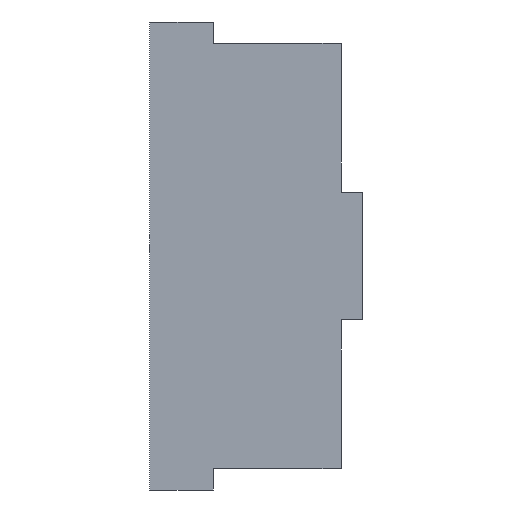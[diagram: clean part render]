
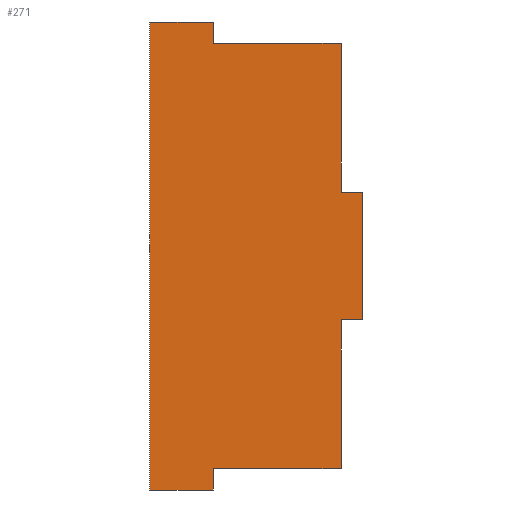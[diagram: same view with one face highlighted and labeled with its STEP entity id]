
A CAD part, left-side view. The second image highlights one B-rep face of the part: STEP entity #271.
In plain terms, the highlighted planar face has unit normal (-1, 0, 0).
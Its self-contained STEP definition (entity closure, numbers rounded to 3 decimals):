
#25=FACE_OUTER_BOUND('',#39,.T.);
#39=EDGE_LOOP('',(#215,#216,#217,#218,#219,#220,#221,#222,#223,#224,#225,
#226));
#45=LINE('',#383,#81);
#48=LINE('',#389,#84);
#52=LINE('',#398,#88);
#55=LINE('',#402,#91);
#58=LINE('',#410,#94);
#61=LINE('',#416,#97);
#65=LINE('',#425,#101);
#68=LINE('',#429,#104);
#69=LINE('',#432,#105);
#72=LINE('',#437,#108);
#74=LINE('',#441,#110);
#75=LINE('',#442,#111);
#81=VECTOR('',#315,10.);
#84=VECTOR('',#320,10.);
#88=VECTOR('',#326,10.);
#91=VECTOR('',#331,10.);
#94=VECTOR('',#336,10.);
#97=VECTOR('',#341,10.);
#101=VECTOR('',#347,10.);
#104=VECTOR('',#352,10.);
#105=VECTOR('',#355,10.);
#108=VECTOR('',#360,10.);
#110=VECTOR('',#364,10.);
#111=VECTOR('',#365,10.);
#117=VERTEX_POINT('',#380);
#118=VERTEX_POINT('',#382);
#120=VERTEX_POINT('',#388);
#123=VERTEX_POINT('',#395);
#124=VERTEX_POINT('',#397);
#127=VERTEX_POINT('',#407);
#128=VERTEX_POINT('',#409);
#130=VERTEX_POINT('',#415);
#133=VERTEX_POINT('',#422);
#134=VERTEX_POINT('',#424);
#135=VERTEX_POINT('',#431);
#137=VERTEX_POINT('',#440);
#141=EDGE_CURVE('',#118,#117,#45,.T.);
#144=EDGE_CURVE('',#120,#118,#48,.T.);
#148=EDGE_CURVE('',#124,#123,#52,.T.);
#151=EDGE_CURVE('',#117,#124,#55,.T.);
#154=EDGE_CURVE('',#128,#127,#58,.T.);
#157=EDGE_CURVE('',#130,#128,#61,.T.);
#161=EDGE_CURVE('',#134,#133,#65,.T.);
#164=EDGE_CURVE('',#127,#134,#68,.T.);
#165=EDGE_CURVE('',#130,#135,#69,.T.);
#168=EDGE_CURVE('',#120,#133,#72,.T.);
#170=EDGE_CURVE('',#123,#137,#74,.T.);
#171=EDGE_CURVE('',#135,#137,#75,.T.);
#215=ORIENTED_EDGE('',*,*,#144,.T.);
#216=ORIENTED_EDGE('',*,*,#141,.T.);
#217=ORIENTED_EDGE('',*,*,#151,.T.);
#218=ORIENTED_EDGE('',*,*,#148,.T.);
#219=ORIENTED_EDGE('',*,*,#170,.T.);
#220=ORIENTED_EDGE('',*,*,#171,.F.);
#221=ORIENTED_EDGE('',*,*,#165,.F.);
#222=ORIENTED_EDGE('',*,*,#157,.T.);
#223=ORIENTED_EDGE('',*,*,#154,.T.);
#224=ORIENTED_EDGE('',*,*,#164,.T.);
#225=ORIENTED_EDGE('',*,*,#161,.T.);
#226=ORIENTED_EDGE('',*,*,#168,.F.);
#257=PLANE('',#305);
#271=ADVANCED_FACE('',(#25),#257,.T.);
#305=AXIS2_PLACEMENT_3D('',#439,#362,#363);
#315=DIRECTION('',(0.,0.,1.));
#320=DIRECTION('',(0.,1.,0.));
#326=DIRECTION('',(0.,0.,1.));
#331=DIRECTION('',(0.,1.,0.));
#336=DIRECTION('',(0.,-1.,0.));
#341=DIRECTION('',(0.,0.,1.));
#347=DIRECTION('',(0.,-1.,0.));
#352=DIRECTION('',(0.,0.,1.));
#355=DIRECTION('',(0.,1.,0.));
#360=DIRECTION('',(0.,0.,-1.));
#362=DIRECTION('center_axis',(-1.,0.,0.));
#363=DIRECTION('ref_axis',(0.,0.,1.));
#364=DIRECTION('',(0.,1.,0.));
#365=DIRECTION('',(0.,0.,1.));
#380=CARTESIAN_POINT('',(-105.,2.5,50.));
#382=CARTESIAN_POINT('',(-105.,2.5,15.));
#383=CARTESIAN_POINT('',(-105.,2.5,-20.));
#388=CARTESIAN_POINT('',(-105.,-2.5,15.));
#389=CARTESIAN_POINT('',(-105.,-2.5,15.));
#395=CARTESIAN_POINT('',(-105.,32.5,55.));
#397=CARTESIAN_POINT('',(-105.,32.5,50.));
#398=CARTESIAN_POINT('',(-105.,32.5,-2.5));
#402=CARTESIAN_POINT('',(-105.,0.,50.));
#407=CARTESIAN_POINT('',(-105.,2.5,-50.));
#409=CARTESIAN_POINT('',(-105.,32.5,-50.));
#410=CARTESIAN_POINT('',(-105.,15.,-50.));
#415=CARTESIAN_POINT('',(-105.,32.5,-55.));
#416=CARTESIAN_POINT('',(-105.,32.5,-55.));
#422=CARTESIAN_POINT('',(-105.,-2.5,-15.));
#424=CARTESIAN_POINT('',(-105.,2.5,-15.));
#425=CARTESIAN_POINT('',(-105.,0.,-15.));
#429=CARTESIAN_POINT('',(-105.,2.5,-52.5));
#431=CARTESIAN_POINT('',(-105.,47.5,-55.));
#432=CARTESIAN_POINT('',(-105.,-2.5,-55.));
#437=CARTESIAN_POINT('',(-105.,-2.5,55.));
#439=CARTESIAN_POINT('Origin',(-105.,-2.5,-55.));
#440=CARTESIAN_POINT('',(-105.,47.5,55.));
#441=CARTESIAN_POINT('',(-105.,-2.5,55.));
#442=CARTESIAN_POINT('',(-105.,47.5,55.));
